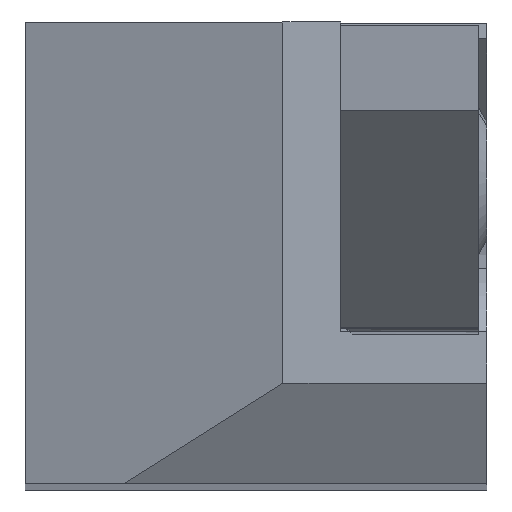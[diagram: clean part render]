
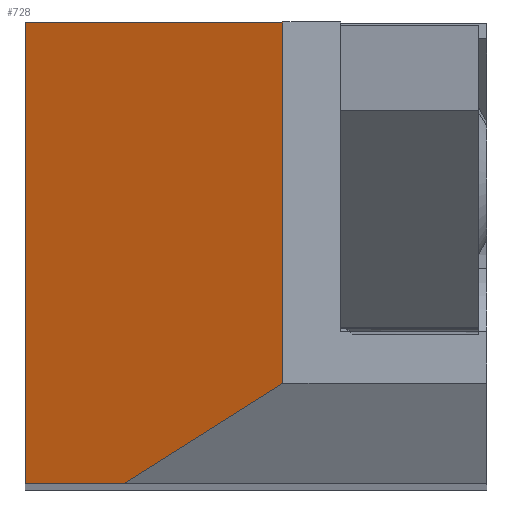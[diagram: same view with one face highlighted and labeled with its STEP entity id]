
A CAD part, top view. The second image highlights one B-rep face of the part: STEP entity #728.
In plain terms, the highlighted planar face has unit normal (-0.342, 0, 0.94).
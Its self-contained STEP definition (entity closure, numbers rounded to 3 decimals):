
#17 = PLANE ( 'NONE',  #228 ) ;
#191 = EDGE_LOOP ( 'NONE', ( #2432, #526, #1100, #3147, #653 ) ) ;
#228 = AXIS2_PLACEMENT_3D ( 'NONE', #3249, #2707, #298 ) ;
#295 = EDGE_CURVE ( 'NONE', #3441, #2514, #2251, .T. ) ;
#298 = DIRECTION ( 'NONE',  ( 0.94, 0., 0.342 ) ) ;
#349 = LINE ( 'NONE', #3013, #3043 ) ;
#424 = CARTESIAN_POINT ( 'NONE',  ( -31.356, 0., -13.851 ) ) ;
#434 = DIRECTION ( 'NONE',  ( -0.94, 0., -0.342 ) ) ;
#500 = VECTOR ( 'NONE', #434, 1000. ) ;
#526 = ORIENTED_EDGE ( 'NONE', *, *, #918, .F. ) ;
#620 = CARTESIAN_POINT ( 'NONE',  ( 0., 0., -2.439 ) ) ;
#636 = VECTOR ( 'NONE', #2520, 1000. ) ;
#653 = ORIENTED_EDGE ( 'NONE', *, *, #295, .F. ) ;
#728 = ADVANCED_FACE ( 'NONE', ( #3297 ), #17, .T. ) ;
#801 = EDGE_CURVE ( 'NONE', #1153, #2514, #349, .T. ) ;
#854 = DIRECTION ( 'NONE',  ( 0.808, 0.51, 0.294 ) ) ;
#918 = EDGE_CURVE ( 'NONE', #2631, #3475, #1342, .T. ) ;
#1100 = ORIENTED_EDGE ( 'NONE', *, *, #1768, .F. ) ;
#1153 = VERTEX_POINT ( 'NONE', #2605 ) ;
#1263 = CARTESIAN_POINT ( 'NONE',  ( 0., 12., -2.439 ) ) ;
#1342 = LINE ( 'NONE', #620, #636 ) ;
#1513 = VECTOR ( 'NONE', #2809, 1000. ) ;
#1768 = EDGE_CURVE ( 'NONE', #1153, #2631, #2651, .T. ) ;
#2251 = LINE ( 'NONE', #3357, #1513 ) ;
#2332 = DIRECTION ( 'NONE',  ( 0.94, 0., 0.342 ) ) ;
#2432 = ORIENTED_EDGE ( 'NONE', *, *, #3022, .F. ) ;
#2514 = VERTEX_POINT ( 'NONE', #2660 ) ;
#2520 = DIRECTION ( 'NONE',  ( 0., 1., 0. ) ) ;
#2532 = VECTOR ( 'NONE', #2332, 1000. ) ;
#2605 = CARTESIAN_POINT ( 'NONE',  ( 2.576, 0., -1.501 ) ) ;
#2631 = VERTEX_POINT ( 'NONE', #2708 ) ;
#2651 = LINE ( 'NONE', #424, #500 ) ;
#2660 = CARTESIAN_POINT ( 'NONE',  ( 6.7, 2.6, 0. ) ) ;
#2699 = LINE ( 'NONE', #3103, #2532 ) ;
#2707 = DIRECTION ( 'NONE',  ( -0.342, 0., 0.94 ) ) ;
#2708 = CARTESIAN_POINT ( 'NONE',  ( 0., 0., -2.439 ) ) ;
#2809 = DIRECTION ( 'NONE',  ( 0., -1., 0. ) ) ;
#3013 = CARTESIAN_POINT ( 'NONE',  ( 96.142, 58.986, 32.554 ) ) ;
#3022 = EDGE_CURVE ( 'NONE', #3475, #3441, #2699, .T. ) ;
#3043 = VECTOR ( 'NONE', #854, 1000. ) ;
#3103 = CARTESIAN_POINT ( 'NONE',  ( -31.356, 12., -13.851 ) ) ;
#3147 = ORIENTED_EDGE ( 'NONE', *, *, #801, .T. ) ;
#3249 = CARTESIAN_POINT ( 'NONE',  ( 6.7, 138.787, 0. ) ) ;
#3297 = FACE_OUTER_BOUND ( 'NONE', #191, .T. ) ;
#3357 = CARTESIAN_POINT ( 'NONE',  ( 6.7, 138.787, 0. ) ) ;
#3402 = CARTESIAN_POINT ( 'NONE',  ( 6.7, 12., 0. ) ) ;
#3441 = VERTEX_POINT ( 'NONE', #3402 ) ;
#3475 = VERTEX_POINT ( 'NONE', #1263 ) ;
